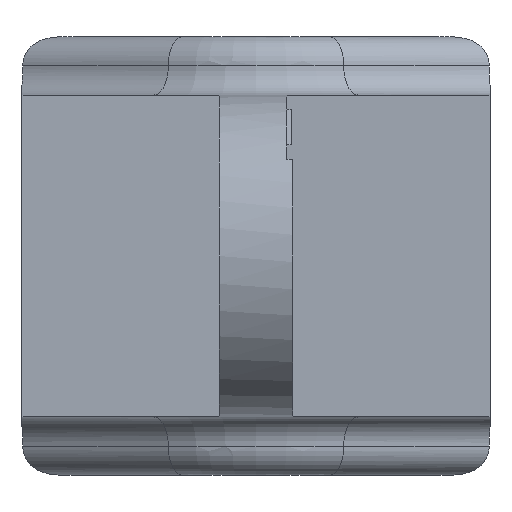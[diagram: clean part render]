
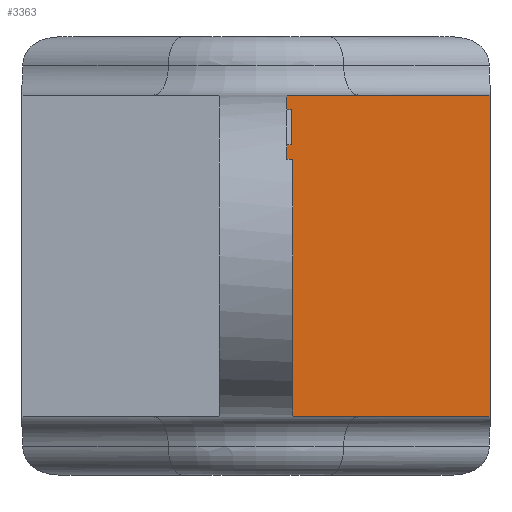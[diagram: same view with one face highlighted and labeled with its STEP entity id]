
A CAD part, front view. The second image highlights one B-rep face of the part: STEP entity #3363.
In plain terms, the highlighted planar face has unit normal (0, -1, 0).
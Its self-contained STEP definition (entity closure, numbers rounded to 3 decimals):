
#674=DIRECTION('',(0.,0.,1.));
#675=VECTOR('',#674,11.);
#676=CARTESIAN_POINT('',(8.,0.,-5.5));
#677=LINE('',#676,#675);
#808=DIRECTION('',(0.,0.,1.));
#809=VECTOR('',#808,8.8);
#810=CARTESIAN_POINT('',(1.25,0.,-5.5));
#811=LINE('',#810,#809);
#812=DIRECTION('',(-1.,0.,0.));
#813=VECTOR('',#812,0.2);
#814=CARTESIAN_POINT('',(1.25,0.,3.3));
#815=LINE('',#814,#813);
#816=DIRECTION('',(1.,0.,0.));
#817=VECTOR('',#816,6.95);
#818=CARTESIAN_POINT('',(1.05,0.,5.5));
#819=LINE('',#818,#817);
#820=DIRECTION('',(1.,0.,0.));
#821=VECTOR('',#820,6.75);
#822=CARTESIAN_POINT('',(1.25,0.,-5.5));
#823=LINE('',#822,#821);
#864=DIRECTION('',(0.,0.,1.));
#865=VECTOR('',#864,2.2);
#866=CARTESIAN_POINT('',(1.05,0.,3.3));
#867=LINE('',#866,#865);
#1960=CARTESIAN_POINT('',(8.,0.,-5.5));
#1961=CARTESIAN_POINT('',(8.,0.,5.5));
#1962=VERTEX_POINT('',#1960);
#1963=VERTEX_POINT('',#1961);
#1974=CARTESIAN_POINT('',(1.25,0.,-5.5));
#1975=VERTEX_POINT('',#1974);
#2121=CARTESIAN_POINT('',(1.05,0.,5.5));
#2123=VERTEX_POINT('',#2121);
#2124=CARTESIAN_POINT('',(1.25,0.,3.3));
#2126=VERTEX_POINT('',#2124);
#2130=CARTESIAN_POINT('',(1.05,0.,3.3));
#2131=VERTEX_POINT('',#2130);
#3346=CARTESIAN_POINT('',(-8.,0.,-7.5));
#3347=DIRECTION('',(0.,-1.,0.));
#3348=DIRECTION('',(1.,0.,0.));
#3349=AXIS2_PLACEMENT_3D('',#3346,#3347,#3348);
#3350=PLANE('',#3349);
#3352=ORIENTED_EDGE('',*,*,#3351,.T.);
#3354=ORIENTED_EDGE('',*,*,#3353,.T.);
#3356=ORIENTED_EDGE('',*,*,#3355,.T.);
#3358=ORIENTED_EDGE('',*,*,#3357,.T.);
#3359=ORIENTED_EDGE('',*,*,#3204,.F.);
#3360=ORIENTED_EDGE('',*,*,#3324,.F.);
#3361=EDGE_LOOP('',(#3352,#3354,#3356,#3358,#3359,#3360));
#3362=FACE_OUTER_BOUND('',#3361,.F.);
#3363=ADVANCED_FACE('',(#3362),#3350,.T.);
#3204=EDGE_CURVE('',#1962,#1963,#677,.T.);
#3324=EDGE_CURVE('',#1975,#1962,#823,.T.);
#3351=EDGE_CURVE('',#1975,#2126,#811,.T.);
#3353=EDGE_CURVE('',#2126,#2131,#815,.T.);
#3355=EDGE_CURVE('',#2131,#2123,#867,.T.);
#3357=EDGE_CURVE('',#2123,#1963,#819,.T.);
